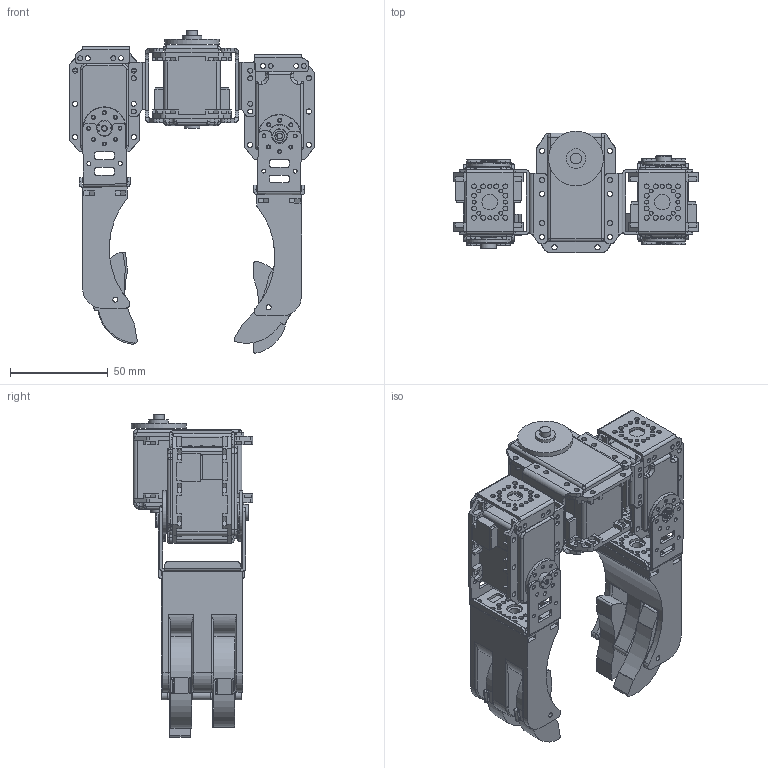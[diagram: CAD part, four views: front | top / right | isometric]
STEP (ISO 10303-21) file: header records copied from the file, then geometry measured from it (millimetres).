
FILE_DESCRIPTION(/* description */ ('Unknown'),/* implementation_level */ '2;1');
FILE_NAME(/* name */ 'Gripper_v1',/* time_stamp */ '2020-05-04T16:34:27+02:00',/* author */ ('LEBER RaphaÃ«l'),/* organization */ ('Unknown'),/* preprocessor_version */ 'ST-DEVELOPER v16',/* originating_system */ 'DEX',/* authorisation */ $);
FILE_SCHEMA (('AUTOMOTIVE_DESIGN {1 0 10303 214 3 1 1}'));
Length unit declared in the file: millimetre
Products named in the file (13): Gripper_v1; MX-64R; fr05_s101; MX-28_Bracket; RX-28; Mounting_Bracket_MX28; HN07-i101; HN07-N101; MF106ZZ; RX28-CAP; Base_plate_MX28; finger; fingertip
Assembly tree (20 placements, depth 3):
  Gripper_v1
    MX-64R
    fr05_s101  x2
    MX-28_Bracket  x2
      RX-28
      Mounting_Bracket_MX28
      HN07-i101
      HN07-N101
      MF106ZZ
      RX28-CAP
      Base_plate_MX28
    Base_plate_MX28  x2
    finger  x2
    fingertip  x4
Bounding box: 125.2 x 62.1 x 164.97 mm (x, y, z)
Volume: 267876.6 mm3; surface area: 100967.5 mm2
Topology: 25 solids, 25 shells, 2238 faces, 6182 edges, 4030 vertices
Faces by surface type: plane 1168, cylinder 854, cone 94, torus 56, bspline 46, sphere 20
Full cylindrical faces by diameter (mm): 1.6 x32, 2 x76, 2.05 x16, 2.5 x152, 2.55 x6, 2.6 x18, 2.7 x50, 3.2 x7, 4.8 x2, 5 x2, 5.5 x1, 5.7 x2, 6 x8, 7.2 x2, 8 x13, 10 x8, 11 x1, 11.2 x2, 11.6 x2, 12.5 x2, 13 x2, 15 x1, 22 x4, 28 x1
Entity records: 39707 total; most frequent: CARTESIAN_POINT 9308, DIRECTION 6063, ORIENTED_EDGE 5964, EDGE_CURVE 2982, VERTEX_POINT 2073, AXIS2_PLACEMENT_3D 2073, LINE 1917, VECTOR 1917
